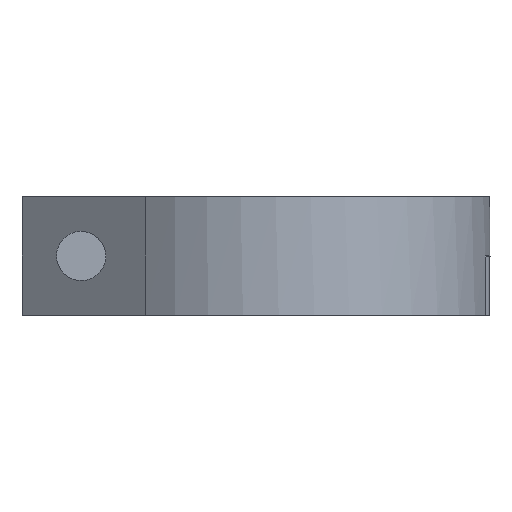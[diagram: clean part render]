
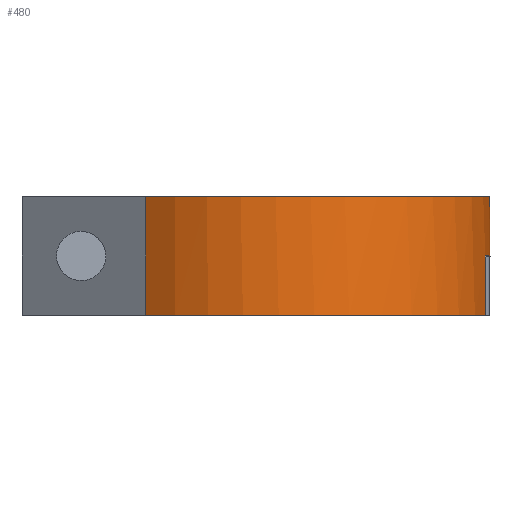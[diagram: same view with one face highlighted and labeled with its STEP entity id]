
A CAD part, left-side view. The second image highlights one B-rep face of the part: STEP entity #480.
In plain terms, the highlighted cylindrical face has radius 21.5 mm (diameter 43 mm), a partial arc.
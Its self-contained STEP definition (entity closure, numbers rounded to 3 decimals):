
#2 = VERTEX_POINT ( 'NONE', #1102 ) ;
#14 = VERTEX_POINT ( 'NONE', #1177 ) ;
#28 = VERTEX_POINT ( 'NONE', #1179 ) ;
#31 = VERTEX_POINT ( 'NONE', #1185 ) ;
#47 = VERTEX_POINT ( 'NONE', #1193 ) ;
#54 = VERTEX_POINT ( 'NONE', #1197 ) ;
#203 = EDGE_LOOP ( 'NONE', ( #889, #902, #947, #910, #949, #932 ) ) ;
#368 = AXIS2_PLACEMENT_3D ( 'NONE', #1591, #1586, #1612 ) ;
#480 = ADVANCED_FACE ( 'NONE', ( #1583 ), #1582, .T. ) ;
#525 = EDGE_CURVE ( 'NONE', #2, #54, #1741, .T. ) ;
#539 = EDGE_CURVE ( 'NONE', #47, #14, #1801, .T. ) ;
#547 = EDGE_CURVE ( 'NONE', #28, #14, #1917, .T. ) ;
#555 = EDGE_CURVE ( 'NONE', #47, #2, #1925, .T. ) ;
#562 = EDGE_CURVE ( 'NONE', #28, #31, #2168, .T. ) ;
#575 = EDGE_CURVE ( 'NONE', #31, #54, #1976, .T. ) ;
#889 = ORIENTED_EDGE ( 'NONE', *, *, #555, .F. ) ;
#902 = ORIENTED_EDGE ( 'NONE', *, *, #539, .T. ) ;
#910 = ORIENTED_EDGE ( 'NONE', *, *, #562, .T. ) ;
#932 = ORIENTED_EDGE ( 'NONE', *, *, #525, .F. ) ;
#947 = ORIENTED_EDGE ( 'NONE', *, *, #547, .F. ) ;
#949 = ORIENTED_EDGE ( 'NONE', *, *, #575, .T. ) ;
#1102 = CARTESIAN_POINT ( 'NONE',  ( -27.786, 16.212, -6. ) ) ;
#1177 = CARTESIAN_POINT ( 'NONE',  ( -15.519, -18.27, 0. ) ) ;
#1179 = CARTESIAN_POINT ( 'NONE',  ( -9.366, -18.683, 0. ) ) ;
#1185 = CARTESIAN_POINT ( 'NONE',  ( -9.366, -18.683, 6. ) ) ;
#1193 = CARTESIAN_POINT ( 'NONE',  ( -15.519, -18.27, -6. ) ) ;
#1197 = CARTESIAN_POINT ( 'NONE',  ( -27.786, 16.212, 6. ) ) ;
#1582 = CYLINDRICAL_SURFACE ( 'NONE', #368, 21.5 ) ;
#1583 = FACE_OUTER_BOUND ( 'NONE', #203, .T. ) ;
#1586 = DIRECTION ( 'NONE',  ( 0., 0., 1. ) ) ;
#1591 = CARTESIAN_POINT ( 'NONE',  ( -11.019, 2.753, -6. ) ) ;
#1612 = DIRECTION ( 'NONE',  ( 1., 0., 0. ) ) ;
#1741 = LINE ( 'NONE', #1793, #1928 ) ;
#1791 = CARTESIAN_POINT ( 'NONE',  ( -15.519, -18.27, -6. ) ) ;
#1793 = CARTESIAN_POINT ( 'NONE',  ( -27.786, 16.212, -6. ) ) ;
#1795 = DIRECTION ( 'NONE',  ( 0., 0., 1. ) ) ;
#1801 = LINE ( 'NONE', #1791, #1912 ) ;
#1810 = DIRECTION ( 'NONE',  ( 0., 0., 1. ) ) ;
#1815 = DIRECTION ( 'NONE',  ( 0., 0., -1. ) ) ;
#1833 = CARTESIAN_POINT ( 'NONE',  ( -11.019, 2.753, 0. ) ) ;
#1835 = DIRECTION ( 'NONE',  ( -1., 0., 0. ) ) ;
#1852 = DIRECTION ( 'NONE',  ( 1., 0., 0. ) ) ;
#1874 = CARTESIAN_POINT ( 'NONE',  ( -11.019, 2.753, -6. ) ) ;
#1875 = DIRECTION ( 'NONE',  ( 0., 0., -1. ) ) ;
#1884 = VECTOR ( 'NONE', #2192, 1000. ) ;
#1903 = AXIS2_PLACEMENT_3D ( 'NONE', #1833, #1815, #1835 ) ;
#1912 = VECTOR ( 'NONE', #1810, 1000. ) ;
#1917 = CIRCLE ( 'NONE', #1903, 21.5 ) ;
#1925 = CIRCLE ( 'NONE', #1930, 21.5 ) ;
#1928 = VECTOR ( 'NONE', #1795, 1000. ) ;
#1930 = AXIS2_PLACEMENT_3D ( 'NONE', #1874, #1875, #1852 ) ;
#1976 = CIRCLE ( 'NONE', #1978, 21.5 ) ;
#1978 = AXIS2_PLACEMENT_3D ( 'NONE', #2207, #2215, #2226 ) ;
#2164 = CARTESIAN_POINT ( 'NONE',  ( -9.366, -18.683, -6. ) ) ;
#2168 = LINE ( 'NONE', #2164, #1884 ) ;
#2192 = DIRECTION ( 'NONE',  ( 0., 0., 1. ) ) ;
#2207 = CARTESIAN_POINT ( 'NONE',  ( -11.019, 2.753, 6. ) ) ;
#2215 = DIRECTION ( 'NONE',  ( 0., 0., -1. ) ) ;
#2226 = DIRECTION ( 'NONE',  ( 1., 0., 0. ) ) ;
